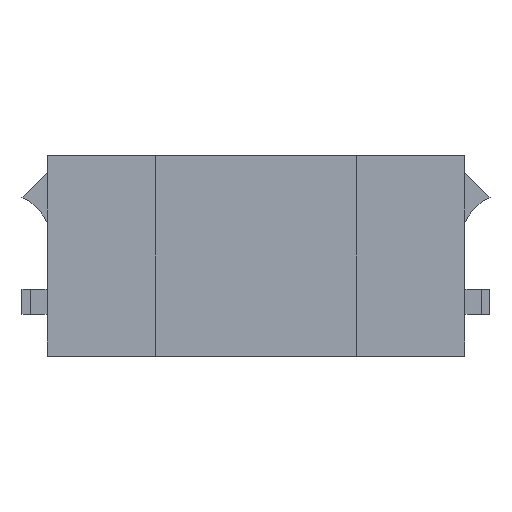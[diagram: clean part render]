
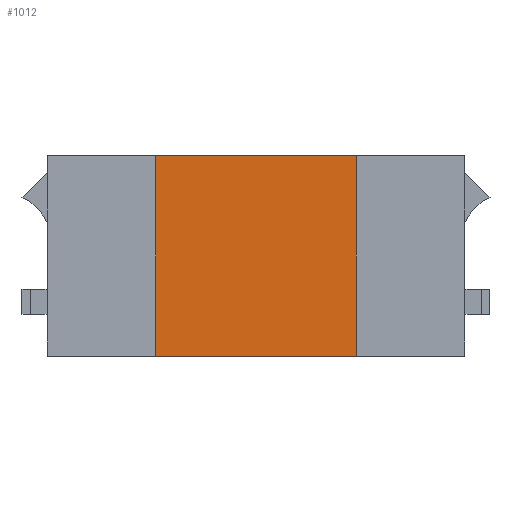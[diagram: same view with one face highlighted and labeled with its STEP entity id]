
A CAD part, front view. The second image highlights one B-rep face of the part: STEP entity #1012.
In plain terms, the highlighted planar face has unit normal (0, -1, 0).
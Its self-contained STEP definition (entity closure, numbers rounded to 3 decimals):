
#351 = VERTEX_POINT('',#352);
#352 = CARTESIAN_POINT('',(5.,-56.7,0.));
#358 = EDGE_CURVE('',#359,#351,#361,.T.);
#359 = VERTEX_POINT('',#360);
#360 = CARTESIAN_POINT('',(17.,-56.7,0.));
#361 = LINE('',#362,#363);
#362 = CARTESIAN_POINT('',(17.,-56.7,0.));
#363 = VECTOR('',#364,1.);
#364 = DIRECTION('',(-1.,0.,0.));
#732 = VERTEX_POINT('',#733);
#733 = CARTESIAN_POINT('',(5.,-56.7,-12.));
#739 = EDGE_CURVE('',#740,#732,#742,.T.);
#740 = VERTEX_POINT('',#741);
#741 = CARTESIAN_POINT('',(17.,-56.7,-12.));
#742 = LINE('',#743,#744);
#743 = CARTESIAN_POINT('',(17.,-56.7,-12.));
#744 = VECTOR('',#745,1.);
#745 = DIRECTION('',(-1.,0.,0.));
#1001 = EDGE_CURVE('',#359,#740,#1002,.T.);
#1002 = LINE('',#1003,#1004);
#1003 = CARTESIAN_POINT('',(17.,-56.7,0.));
#1004 = VECTOR('',#1005,1.);
#1005 = DIRECTION('',(-0.,-0.,-1.));
#1012 = ADVANCED_FACE('',(#1013),#1024,.F.);
#1013 = FACE_BOUND('',#1014,.F.);
#1014 = EDGE_LOOP('',(#1015,#1016,#1017,#1023));
#1015 = ORIENTED_EDGE('',*,*,#1001,.T.);
#1016 = ORIENTED_EDGE('',*,*,#739,.T.);
#1017 = ORIENTED_EDGE('',*,*,#1018,.F.);
#1018 = EDGE_CURVE('',#351,#732,#1019,.T.);
#1019 = LINE('',#1020,#1021);
#1020 = CARTESIAN_POINT('',(5.,-56.7,0.));
#1021 = VECTOR('',#1022,1.);
#1022 = DIRECTION('',(-0.,-0.,-1.));
#1023 = ORIENTED_EDGE('',*,*,#358,.F.);
#1024 = PLANE('',#1025);
#1025 = AXIS2_PLACEMENT_3D('',#1026,#1027,#1028);
#1026 = CARTESIAN_POINT('',(17.,-56.7,0.));
#1027 = DIRECTION('',(0.,1.,0.));
#1028 = DIRECTION('',(-1.,0.,0.));
